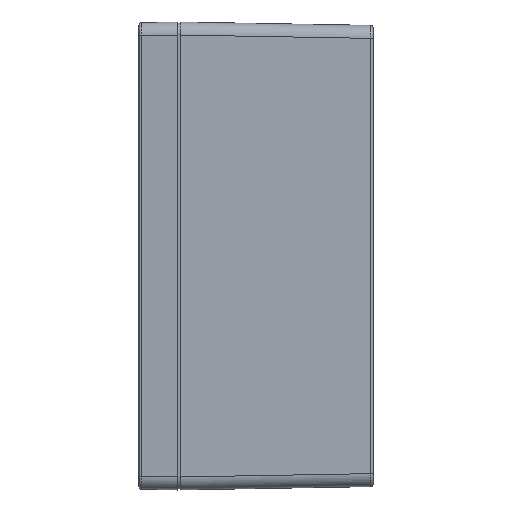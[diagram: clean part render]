
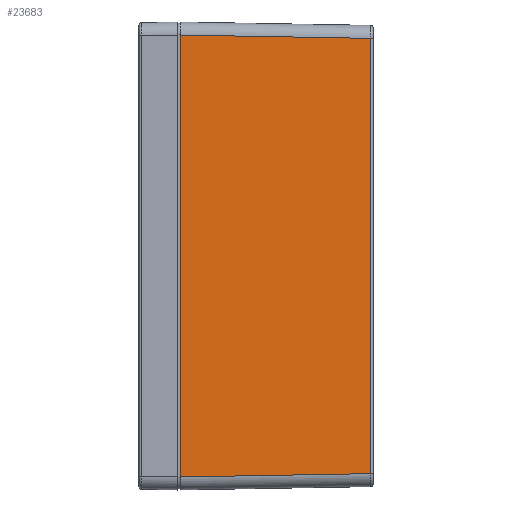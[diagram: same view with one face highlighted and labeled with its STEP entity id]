
A CAD part, left-side view. The second image highlights one B-rep face of the part: STEP entity #23683.
In plain terms, the highlighted planar face has unit normal (-1, -0.018, 0).
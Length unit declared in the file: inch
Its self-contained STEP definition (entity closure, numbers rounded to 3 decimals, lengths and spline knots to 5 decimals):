
#258 = PLANE ( 'NONE',  #6448 ) ;
#366 = VECTOR ( 'NONE', #20791, 39.37008 ) ;
#1730 = VECTOR ( 'NONE', #61044, 39.37008 ) ;
#6448 = AXIS2_PLACEMENT_3D ( 'NONE', #23498, #40990, #69862 ) ;
#9599 = CARTESIAN_POINT ( 'NONE',  ( -3.49237, -2.91801, 3.29555 ) ) ;
#14568 = EDGE_CURVE ( 'NONE', #41587, #46302, #72079, .T. ) ;
#17017 = FACE_OUTER_BOUND ( 'NONE', #68178, .T. ) ;
#17679 = VERTEX_POINT ( 'NONE', #35340 ) ;
#18949 = EDGE_CURVE ( 'NONE', #41587, #27393, #65537, .T. ) ;
#19403 = ORIENTED_EDGE ( 'NONE', *, *, #62023, .T. ) ;
#20665 = CARTESIAN_POINT ( 'NONE',  ( -3.49237, -2.91801, 3.29555 ) ) ;
#20791 = DIRECTION ( 'NONE',  ( 0.017, -1., 0.017 ) ) ;
#23498 = CARTESIAN_POINT ( 'NONE',  ( -3.54331, 0., -3.54331 ) ) ;
#23683 = ADVANCED_FACE ( 'NONE', ( #17017 ), #258, .T. ) ;
#24221 = VECTOR ( 'NONE', #72873, 39.37008 ) ;
#25193 = CARTESIAN_POINT ( 'NONE',  ( -3.49237, -2.91801, -3.29555 ) ) ;
#26513 = LINE ( 'NONE', #56160, #24221 ) ;
#27393 = VERTEX_POINT ( 'NONE', #67086 ) ;
#31693 = DIRECTION ( 'NONE',  ( -0.017, 1., 0.017 ) ) ;
#31785 = CARTESIAN_POINT ( 'NONE',  ( -3.49237, -2.91801, -1.77165 ) ) ;
#34369 = EDGE_CURVE ( 'NONE', #27393, #17679, #26513, .T. ) ;
#34504 = ORIENTED_EDGE ( 'NONE', *, *, #34369, .T. ) ;
#35340 = CARTESIAN_POINT ( 'NONE',  ( -3.54262, -0.03937, -3.3458 ) ) ;
#35815 = ORIENTED_EDGE ( 'NONE', *, *, #18949, .T. ) ;
#40131 = VECTOR ( 'NONE', #31693, 39.37008 ) ;
#40990 = DIRECTION ( 'NONE',  ( -1., -0.017, 0. ) ) ;
#41587 = VERTEX_POINT ( 'NONE', #9599 ) ;
#46302 = VERTEX_POINT ( 'NONE', #25193 ) ;
#56160 = CARTESIAN_POINT ( 'NONE',  ( -3.54262, -0.03937, -3.54331 ) ) ;
#61044 = DIRECTION ( 'NONE',  ( 0., 0., -1. ) ) ;
#61095 = LINE ( 'NONE', #66049, #366 ) ;
#62023 = EDGE_CURVE ( 'NONE', #17679, #46302, #61095, .T. ) ;
#65537 = LINE ( 'NONE', #20665, #40131 ) ;
#65817 = ORIENTED_EDGE ( 'NONE', *, *, #14568, .F. ) ;
#66049 = CARTESIAN_POINT ( 'NONE',  ( -3.54262, -0.03937, -3.3458 ) ) ;
#67086 = CARTESIAN_POINT ( 'NONE',  ( -3.54262, -0.03937, 3.3458 ) ) ;
#68178 = EDGE_LOOP ( 'NONE', ( #34504, #19403, #65817, #35815 ) ) ;
#69862 = DIRECTION ( 'NONE',  ( 0.017, -1., 0. ) ) ;
#72079 = LINE ( 'NONE', #31785, #1730 ) ;
#72873 = DIRECTION ( 'NONE',  ( 0., 0., -1. ) ) ;
